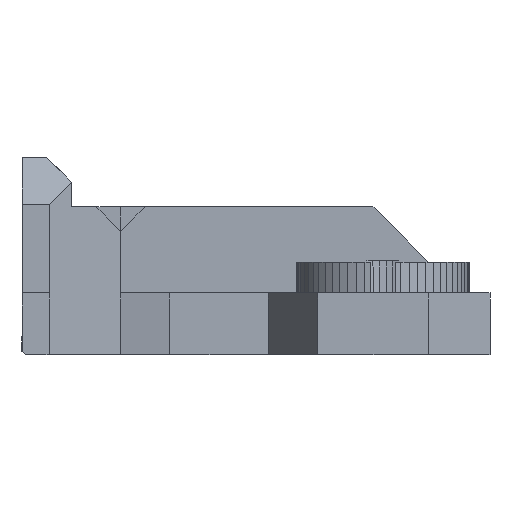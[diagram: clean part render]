
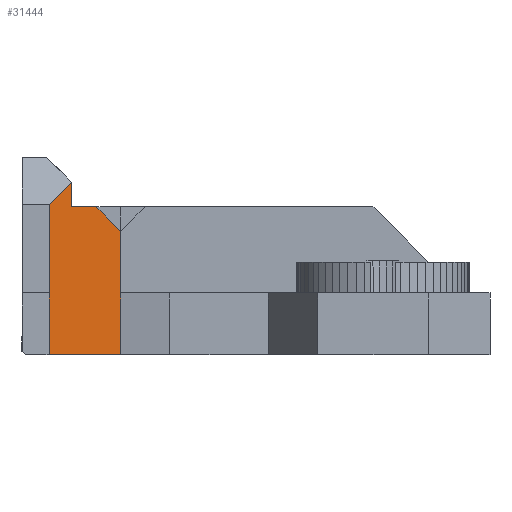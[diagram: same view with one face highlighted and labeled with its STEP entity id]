
A CAD part, front view. The second image highlights one B-rep face of the part: STEP entity #31444.
In plain terms, the highlighted planar face has unit normal (0.707, -0.707, 0).
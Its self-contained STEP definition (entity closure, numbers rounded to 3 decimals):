
#24339 = VERTEX_POINT('',#24340);
#24340 = CARTESIAN_POINT('',(8.,-46.2,0.));
#24346 = EDGE_CURVE('',#24339,#24347,#24349,.T.);
#24347 = VERTEX_POINT('',#24348);
#24348 = CARTESIAN_POINT('',(2.2,-52.,0.));
#24349 = LINE('',#24350,#24351);
#24350 = CARTESIAN_POINT('',(5.3,-48.9,0.));
#24351 = VECTOR('',#24352,1.);
#24352 = DIRECTION('',(-0.707,-0.707,0.));
#31168 = VERTEX_POINT('',#31169);
#31169 = CARTESIAN_POINT('',(8.,-46.2,5.));
#31175 = EDGE_CURVE('',#31176,#31168,#31178,.T.);
#31176 = VERTEX_POINT('',#31177);
#31177 = CARTESIAN_POINT('',(8.,-46.2,10.));
#31178 = LINE('',#31179,#31180);
#31179 = CARTESIAN_POINT('',(8.,-46.2,-4.));
#31180 = VECTOR('',#31181,1.);
#31181 = DIRECTION('',(0.,0.,-1.));
#31295 = EDGE_CURVE('',#31168,#24339,#31296,.T.);
#31296 = LINE('',#31297,#31298);
#31297 = CARTESIAN_POINT('',(8.,-46.2,-4.));
#31298 = VECTOR('',#31299,1.);
#31299 = DIRECTION('',(0.,0.,-1.));
#31427 = VERTEX_POINT('',#31428);
#31428 = CARTESIAN_POINT('',(2.2,-52.,5.));
#31434 = EDGE_CURVE('',#31427,#24347,#31435,.T.);
#31435 = LINE('',#31436,#31437);
#31436 = CARTESIAN_POINT('',(2.2,-52.,-2.));
#31437 = VECTOR('',#31438,1.);
#31438 = DIRECTION('',(0.,0.,-1.));
#31444 = ADVANCED_FACE('',(#31445),#31489,.T.);
#31445 = FACE_BOUND('',#31446,.F.);
#31446 = EDGE_LOOP('',(#31447,#31455,#31463,#31471,#31479,#31485,#31486,
    #31487,#31488));
#31447 = ORIENTED_EDGE('',*,*,#31448,.F.);
#31448 = EDGE_CURVE('',#31449,#31427,#31451,.T.);
#31449 = VERTEX_POINT('',#31450);
#31450 = CARTESIAN_POINT('',(2.2,-52.,12.2));
#31451 = LINE('',#31452,#31453);
#31452 = CARTESIAN_POINT('',(2.2,-52.,-2.));
#31453 = VECTOR('',#31454,1.);
#31454 = DIRECTION('',(0.,0.,-1.));
#31455 = ORIENTED_EDGE('',*,*,#31456,.T.);
#31456 = EDGE_CURVE('',#31449,#31457,#31459,.T.);
#31457 = VERTEX_POINT('',#31458);
#31458 = CARTESIAN_POINT('',(4.,-50.2,14.));
#31459 = LINE('',#31460,#31461);
#31460 = CARTESIAN_POINT('',(-13.336,-67.536,
    -3.336));
#31461 = VECTOR('',#31462,1.);
#31462 = DIRECTION('',(0.577,0.577,0.577));
#31463 = ORIENTED_EDGE('',*,*,#31464,.T.);
#31464 = EDGE_CURVE('',#31457,#31465,#31467,.T.);
#31465 = VERTEX_POINT('',#31466);
#31466 = CARTESIAN_POINT('',(4.,-50.2,12.));
#31467 = LINE('',#31468,#31469);
#31468 = CARTESIAN_POINT('',(4.,-50.2,4.));
#31469 = VECTOR('',#31470,1.);
#31470 = DIRECTION('',(0.,0.,-1.));
#31471 = ORIENTED_EDGE('',*,*,#31472,.T.);
#31472 = EDGE_CURVE('',#31465,#31473,#31475,.T.);
#31473 = VERTEX_POINT('',#31474);
#31474 = CARTESIAN_POINT('',(6.,-48.2,12.));
#31475 = LINE('',#31476,#31477);
#31476 = CARTESIAN_POINT('',(6.55,-47.65,12.));
#31477 = VECTOR('',#31478,1.);
#31478 = DIRECTION('',(0.707,0.707,0.));
#31479 = ORIENTED_EDGE('',*,*,#31480,.T.);
#31480 = EDGE_CURVE('',#31473,#31176,#31481,.T.);
#31481 = LINE('',#31482,#31483);
#31482 = CARTESIAN_POINT('',(9.217,-44.983,
    8.783));
#31483 = VECTOR('',#31484,1.);
#31484 = DIRECTION('',(0.577,0.577,-0.577));
#31485 = ORIENTED_EDGE('',*,*,#31175,.T.);
#31486 = ORIENTED_EDGE('',*,*,#31295,.T.);
#31487 = ORIENTED_EDGE('',*,*,#24346,.T.);
#31488 = ORIENTED_EDGE('',*,*,#31434,.F.);
#31489 = PLANE('',#31490);
#31490 = AXIS2_PLACEMENT_3D('',#31491,#31492,#31493);
#31491 = CARTESIAN_POINT('',(-13.,-67.2,-4.));
#31492 = DIRECTION('',(0.707,-0.707,0.));
#31493 = DIRECTION('',(0.,0.,-1.));
